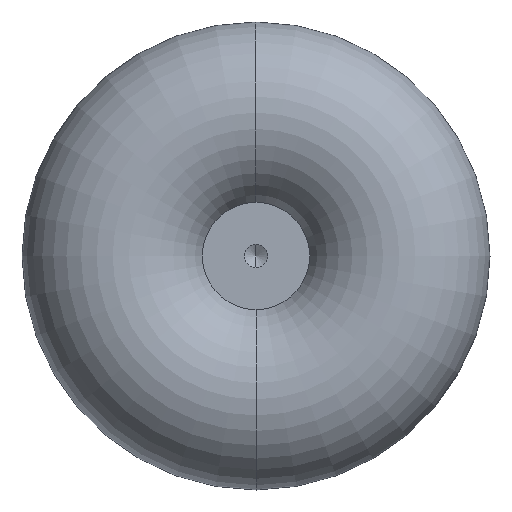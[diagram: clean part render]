
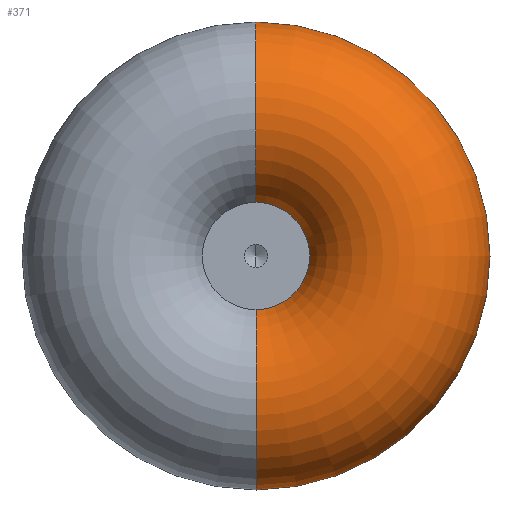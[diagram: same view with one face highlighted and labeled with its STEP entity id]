
A CAD part, front view. The second image highlights one B-rep face of the part: STEP entity #371.
In plain terms, the highlighted toroidal (fillet/blend) face has major radius 12 mm and minor radius 8 mm.
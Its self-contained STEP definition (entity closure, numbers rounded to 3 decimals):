
#1 = DIRECTION ( 'NONE',  ( 0., -1., 0. ) ) ;
#76 = VERTEX_POINT ( 'NONE', #550 ) ;
#107 = CARTESIAN_POINT ( 'NONE',  ( 0., 14.245, -17. ) ) ;
#119 = AXIS2_PLACEMENT_3D ( 'NONE', #183, #1, #349 ) ;
#140 = CARTESIAN_POINT ( 'NONE',  ( 0., 14.245, 0. ) ) ;
#154 = DIRECTION ( 'NONE',  ( 0., 0., -1. ) ) ;
#162 = FACE_OUTER_BOUND ( 'NONE', #451, .T. ) ;
#183 = CARTESIAN_POINT ( 'NONE',  ( 0., 5., 0. ) ) ;
#231 = DIRECTION ( 'NONE',  ( 0., 0., 1. ) ) ;
#249 = DIRECTION ( 'NONE',  ( 0., 0., 1. ) ) ;
#308 = DIRECTION ( 'NONE',  ( 0., 1., 0. ) ) ;
#349 = DIRECTION ( 'NONE',  ( 0., 0., 1. ) ) ;
#365 = DIRECTION ( 'NONE',  ( 0., 1., 0. ) ) ;
#368 = CIRCLE ( 'NONE', #486, 8. ) ;
#371 = ADVANCED_FACE ( 'NONE', ( #162 ), #750, .T. ) ;
#384 = DIRECTION ( 'NONE',  ( -1., 0., 0. ) ) ;
#401 = VERTEX_POINT ( 'NONE', #740 ) ;
#426 = EDGE_CURVE ( 'NONE', #76, #583, #368, .T. ) ;
#428 = DIRECTION ( 'NONE',  ( 0., 0., -1. ) ) ;
#436 = CARTESIAN_POINT ( 'NONE',  ( 0., 14.245, 17. ) ) ;
#446 = CIRCLE ( 'NONE', #119, 4.584 ) ;
#451 = EDGE_LOOP ( 'NONE', ( #720, #888, #601, #861 ) ) ;
#486 = AXIS2_PLACEMENT_3D ( 'NONE', #517, #869, #154 ) ;
#517 = CARTESIAN_POINT ( 'NONE',  ( 0., 8., -12. ) ) ;
#536 = CARTESIAN_POINT ( 'NONE',  ( 0., 8., 12. ) ) ;
#548 = EDGE_CURVE ( 'NONE', #401, #900, #580, .T. ) ;
#550 = CARTESIAN_POINT ( 'NONE',  ( 0., 5., -4.584 ) ) ;
#568 = CIRCLE ( 'NONE', #696, 17. ) ;
#580 = CIRCLE ( 'NONE', #854, 8. ) ;
#583 = VERTEX_POINT ( 'NONE', #107 ) ;
#601 = ORIENTED_EDGE ( 'NONE', *, *, #905, .F. ) ;
#662 = CARTESIAN_POINT ( 'NONE',  ( 0., 8., 0. ) ) ;
#696 = AXIS2_PLACEMENT_3D ( 'NONE', #140, #365, #428 ) ;
#720 = ORIENTED_EDGE ( 'NONE', *, *, #739, .F. ) ;
#739 = EDGE_CURVE ( 'NONE', #76, #401, #446, .T. ) ;
#740 = CARTESIAN_POINT ( 'NONE',  ( 0., 5., 4.584 ) ) ;
#750 = TOROIDAL_SURFACE ( 'NONE', #882, 12., 8. ) ;
#854 = AXIS2_PLACEMENT_3D ( 'NONE', #536, #384, #249 ) ;
#861 = ORIENTED_EDGE ( 'NONE', *, *, #548, .F. ) ;
#869 = DIRECTION ( 'NONE',  ( 1., 0., 0. ) ) ;
#882 = AXIS2_PLACEMENT_3D ( 'NONE', #662, #308, #231 ) ;
#888 = ORIENTED_EDGE ( 'NONE', *, *, #426, .T. ) ;
#900 = VERTEX_POINT ( 'NONE', #436 ) ;
#905 = EDGE_CURVE ( 'NONE', #900, #583, #568, .T. ) ;
